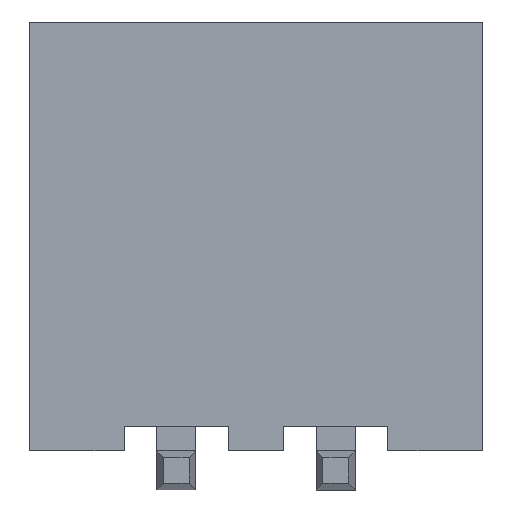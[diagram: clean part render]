
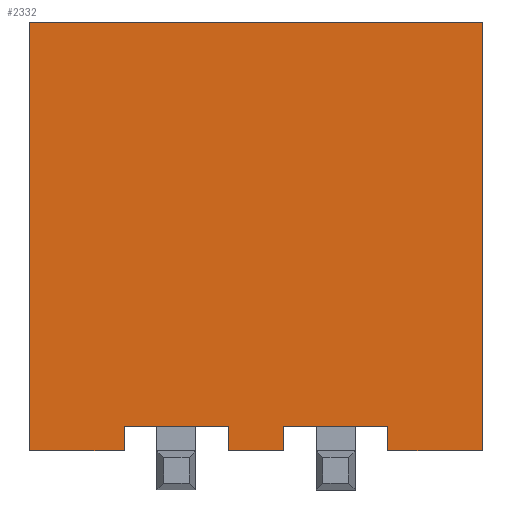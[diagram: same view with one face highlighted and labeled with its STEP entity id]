
A CAD part, front view. The second image highlights one B-rep face of the part: STEP entity #2332.
In plain terms, the highlighted planar face has unit normal (0, -1, 0).
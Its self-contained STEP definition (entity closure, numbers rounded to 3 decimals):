
#2 = CARTESIAN_POINT ( 'NONE',  ( 5.85, 0., -6.6 ) ) ;
#30 = DIRECTION ( 'NONE',  ( 1., 0., 0. ) ) ;
#37 = LINE ( 'NONE', #90, #1689 ) ;
#53 = CARTESIAN_POINT ( 'NONE',  ( 1.55, 0., -6.6 ) ) ;
#59 = CARTESIAN_POINT ( 'NONE',  ( 0., 0., -7. ) ) ;
#82 = LINE ( 'NONE', #59, #1531 ) ;
#90 = CARTESIAN_POINT ( 'NONE',  ( 3.25, 0., -6.6 ) ) ;
#188 = ORIENTED_EDGE ( 'NONE', *, *, #2350, .T. ) ;
#192 = ORIENTED_EDGE ( 'NONE', *, *, #1501, .T. ) ;
#233 = CARTESIAN_POINT ( 'NONE',  ( 5.85, 0., -6.6 ) ) ;
#236 = CARTESIAN_POINT ( 'NONE',  ( 5.85, 0., -7. ) ) ;
#294 = VERTEX_POINT ( 'NONE', #236 ) ;
#297 = LINE ( 'NONE', #1598, #1257 ) ;
#314 = VECTOR ( 'NONE', #964, 1000. ) ;
#319 = CARTESIAN_POINT ( 'NONE',  ( 0., 0., 0. ) ) ;
#374 = CARTESIAN_POINT ( 'NONE',  ( 0., 0., -7. ) ) ;
#417 = DIRECTION ( 'NONE',  ( 0., 0., -1. ) ) ;
#423 = LINE ( 'NONE', #2, #1697 ) ;
#470 = DIRECTION ( 'NONE',  ( 0., 0., 1. ) ) ;
#471 = CARTESIAN_POINT ( 'NONE',  ( 0., 0., 0. ) ) ;
#523 = VERTEX_POINT ( 'NONE', #897 ) ;
#527 = ORIENTED_EDGE ( 'NONE', *, *, #1953, .T. ) ;
#541 = VERTEX_POINT ( 'NONE', #2194 ) ;
#587 = ORIENTED_EDGE ( 'NONE', *, *, #1748, .T. ) ;
#681 = EDGE_CURVE ( 'NONE', #2031, #541, #1887, .T. ) ;
#682 = CARTESIAN_POINT ( 'NONE',  ( 3.25, 0., -7. ) ) ;
#684 = VERTEX_POINT ( 'NONE', #2069 ) ;
#686 = VERTEX_POINT ( 'NONE', #1136 ) ;
#688 = ORIENTED_EDGE ( 'NONE', *, *, #1053, .T. ) ;
#757 = CARTESIAN_POINT ( 'NONE',  ( 1.55, 0., -6.6 ) ) ;
#796 = EDGE_CURVE ( 'NONE', #1576, #686, #82, .T. ) ;
#825 = VECTOR ( 'NONE', #2331, 1000. ) ;
#841 = EDGE_CURVE ( 'NONE', #294, #901, #1765, .T. ) ;
#845 = CARTESIAN_POINT ( 'NONE',  ( 0., 0., -7. ) ) ;
#897 = CARTESIAN_POINT ( 'NONE',  ( 4.15, 0., -6.6 ) ) ;
#899 = EDGE_CURVE ( 'NONE', #1087, #1639, #1790, .T. ) ;
#901 = VERTEX_POINT ( 'NONE', #2354 ) ;
#964 = DIRECTION ( 'NONE',  ( 1., 0., 0. ) ) ;
#980 = DIRECTION ( 'NONE',  ( 1., 0., 0. ) ) ;
#991 = CARTESIAN_POINT ( 'NONE',  ( 0., 0., -7. ) ) ;
#1023 = VECTOR ( 'NONE', #2215, 1000. ) ;
#1032 = VERTEX_POINT ( 'NONE', #53 ) ;
#1053 = EDGE_CURVE ( 'NONE', #1129, #2031, #37, .T. ) ;
#1070 = ORIENTED_EDGE ( 'NONE', *, *, #1833, .T. ) ;
#1077 = ORIENTED_EDGE ( 'NONE', *, *, #796, .T. ) ;
#1087 = VERTEX_POINT ( 'NONE', #2296 ) ;
#1095 = DIRECTION ( 'NONE',  ( 0., 0., -1. ) ) ;
#1112 = CARTESIAN_POINT ( 'NONE',  ( 1.55, 0., -6.6 ) ) ;
#1129 = VERTEX_POINT ( 'NONE', #1989 ) ;
#1136 = CARTESIAN_POINT ( 'NONE',  ( 1.55, 0., -7. ) ) ;
#1171 = DIRECTION ( 'NONE',  ( 0., 0., -1. ) ) ;
#1183 = VECTOR ( 'NONE', #1520, 1000. ) ;
#1211 = ORIENTED_EDGE ( 'NONE', *, *, #1258, .T. ) ;
#1229 = FACE_OUTER_BOUND ( 'NONE', #2372, .T. ) ;
#1238 = DIRECTION ( 'NONE',  ( 0., -1., 0. ) ) ;
#1257 = VECTOR ( 'NONE', #470, 1000. ) ;
#1258 = EDGE_CURVE ( 'NONE', #1032, #1129, #1458, .T. ) ;
#1261 = VECTOR ( 'NONE', #1095, 1000. ) ;
#1278 = ORIENTED_EDGE ( 'NONE', *, *, #681, .T. ) ;
#1298 = VECTOR ( 'NONE', #1610, 1000. ) ;
#1315 = LINE ( 'NONE', #1352, #2230 ) ;
#1352 = CARTESIAN_POINT ( 'NONE',  ( 4.15, 0., -6.6 ) ) ;
#1376 = ORIENTED_EDGE ( 'NONE', *, *, #899, .T. ) ;
#1458 = LINE ( 'NONE', #757, #1183 ) ;
#1501 = EDGE_CURVE ( 'NONE', #523, #684, #1916, .T. ) ;
#1520 = DIRECTION ( 'NONE',  ( 1., 0., 0. ) ) ;
#1531 = VECTOR ( 'NONE', #30, 1000. ) ;
#1572 = VECTOR ( 'NONE', #980, 1000. ) ;
#1576 = VERTEX_POINT ( 'NONE', #845 ) ;
#1598 = CARTESIAN_POINT ( 'NONE',  ( 7.4, 0., 0. ) ) ;
#1610 = DIRECTION ( 'NONE',  ( 0., 0., 1. ) ) ;
#1639 = VERTEX_POINT ( 'NONE', #2104 ) ;
#1644 = LINE ( 'NONE', #1112, #1298 ) ;
#1687 = DIRECTION ( 'NONE',  ( 0., 0., 1. ) ) ;
#1689 = VECTOR ( 'NONE', #417, 1000. ) ;
#1697 = VECTOR ( 'NONE', #1171, 1000. ) ;
#1745 = EDGE_CURVE ( 'NONE', #541, #523, #1315, .T. ) ;
#1748 = EDGE_CURVE ( 'NONE', #684, #294, #423, .T. ) ;
#1765 = LINE ( 'NONE', #991, #314 ) ;
#1790 = LINE ( 'NONE', #471, #825 ) ;
#1814 = AXIS2_PLACEMENT_3D ( 'NONE', #319, #1238, #1831 ) ;
#1831 = DIRECTION ( 'NONE',  ( 0., 0., -1. ) ) ;
#1833 = EDGE_CURVE ( 'NONE', #901, #1087, #297, .T. ) ;
#1887 = LINE ( 'NONE', #374, #1023 ) ;
#1916 = LINE ( 'NONE', #233, #1572 ) ;
#1937 = ORIENTED_EDGE ( 'NONE', *, *, #1745, .T. ) ;
#1953 = EDGE_CURVE ( 'NONE', #686, #1032, #1644, .T. ) ;
#1961 = ORIENTED_EDGE ( 'NONE', *, *, #841, .T. ) ;
#1981 = PLANE ( 'NONE',  #1814 ) ;
#1989 = CARTESIAN_POINT ( 'NONE',  ( 3.25, 0., -6.6 ) ) ;
#2031 = VERTEX_POINT ( 'NONE', #682 ) ;
#2069 = CARTESIAN_POINT ( 'NONE',  ( 5.85, 0., -6.6 ) ) ;
#2104 = CARTESIAN_POINT ( 'NONE',  ( 0., 0., 0. ) ) ;
#2187 = LINE ( 'NONE', #2361, #1261 ) ;
#2194 = CARTESIAN_POINT ( 'NONE',  ( 4.15, 0., -7. ) ) ;
#2215 = DIRECTION ( 'NONE',  ( 1., 0., 0. ) ) ;
#2230 = VECTOR ( 'NONE', #1687, 1000. ) ;
#2296 = CARTESIAN_POINT ( 'NONE',  ( 7.4, 0., 0. ) ) ;
#2331 = DIRECTION ( 'NONE',  ( -1., 0., 0. ) ) ;
#2332 = ADVANCED_FACE ( 'NONE', ( #1229 ), #1981, .T. ) ;
#2350 = EDGE_CURVE ( 'NONE', #1639, #1576, #2187, .T. ) ;
#2354 = CARTESIAN_POINT ( 'NONE',  ( 7.4, 0., -7. ) ) ;
#2361 = CARTESIAN_POINT ( 'NONE',  ( 0., 0., 0. ) ) ;
#2372 = EDGE_LOOP ( 'NONE', ( #527, #1211, #688, #1278, #1937, #192, #587, #1961, #1070, #1376, #188, #1077 ) ) ;
